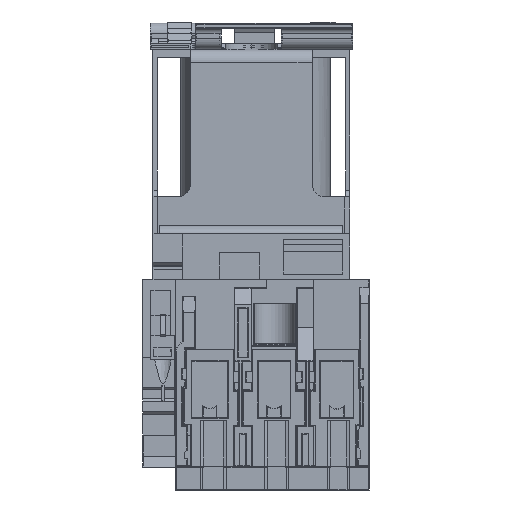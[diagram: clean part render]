
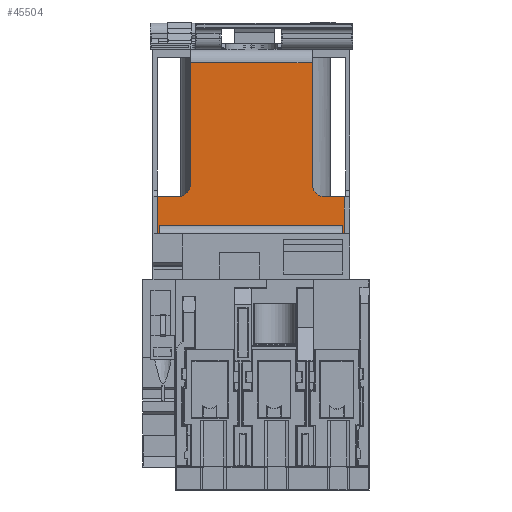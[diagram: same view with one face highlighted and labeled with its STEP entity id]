
A CAD part, front view. The second image highlights one B-rep face of the part: STEP entity #45504.
In plain terms, the highlighted planar face has unit normal (0, -1, 0).
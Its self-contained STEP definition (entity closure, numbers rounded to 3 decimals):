
#781 = DIRECTION ( 'NONE',  ( -1., 0., 0. ) ) ;
#2187 = ORIENTED_EDGE ( 'NONE', *, *, #57267, .T. ) ;
#3122 = VERTEX_POINT ( 'NONE', #66683 ) ;
#4004 = CARTESIAN_POINT ( 'NONE',  ( -71.7, -36.2, 65.65 ) ) ;
#4565 = DIRECTION ( 'NONE',  ( 0., -1., 0. ) ) ;
#5245 = CARTESIAN_POINT ( 'NONE',  ( -16.4, -36.2, 70.65 ) ) ;
#5674 = VERTEX_POINT ( 'NONE', #4004 ) ;
#5769 = VECTOR ( 'NONE', #29183, 1000. ) ;
#6582 = VERTEX_POINT ( 'NONE', #7388 ) ;
#6926 = ORIENTED_EDGE ( 'NONE', *, *, #27644, .T. ) ;
#7090 = VERTEX_POINT ( 'NONE', #25472 ) ;
#7258 = LINE ( 'NONE', #29550, #40647 ) ;
#7388 = CARTESIAN_POINT ( 'NONE',  ( -78.2, -36.2, 48.997 ) ) ;
#8929 = LINE ( 'NONE', #66519, #53649 ) ;
#10375 = EDGE_CURVE ( 'NONE', #57515, #34885, #51345, .T. ) ;
#11193 = DIRECTION ( 'NONE',  ( 0., 0., -1. ) ) ;
#11751 = DIRECTION ( 'NONE',  ( -1., 0., 0. ) ) ;
#13618 = CARTESIAN_POINT ( 'NONE',  ( -78.2, -36.2, 54.85 ) ) ;
#13889 = CARTESIAN_POINT ( 'NONE',  ( -66.7, -36.2, 120.593 ) ) ;
#15576 = DIRECTION ( 'NONE',  ( 0., 0., 1. ) ) ;
#15678 = VERTEX_POINT ( 'NONE', #51579 ) ;
#15951 = CARTESIAN_POINT ( 'NONE',  ( -9.9, -36.2, 36.85 ) ) ;
#15961 = CARTESIAN_POINT ( 'NONE',  ( -78.765, -36.2, 48.997 ) ) ;
#16009 = EDGE_CURVE ( 'NONE', #32251, #27066, #22864, .T. ) ;
#16392 = DIRECTION ( 'NONE',  ( 0., 1., 0. ) ) ;
#17737 = ORIENTED_EDGE ( 'NONE', *, *, #44811, .T. ) ;
#18055 = LINE ( 'NONE', #24354, #68509 ) ;
#19526 = CARTESIAN_POINT ( 'NONE',  ( -21.4, -36.2, 70.65 ) ) ;
#19761 = ORIENTED_EDGE ( 'NONE', *, *, #60528, .T. ) ;
#20514 = ORIENTED_EDGE ( 'NONE', *, *, #16009, .T. ) ;
#20724 = VERTEX_POINT ( 'NONE', #32692 ) ;
#21536 = EDGE_CURVE ( 'NONE', #41957, #30581, #38386, .T. ) ;
#22232 = EDGE_CURVE ( 'NONE', #47948, #28743, #60145, .T. ) ;
#22576 = VECTOR ( 'NONE', #57783, 1000. ) ;
#22864 = LINE ( 'NONE', #62999, #22576 ) ;
#23433 = LINE ( 'NONE', #39471, #28189 ) ;
#23823 = VERTEX_POINT ( 'NONE', #13618 ) ;
#23859 = AXIS2_PLACEMENT_3D ( 'NONE', #38752, #4565, #27223 ) ;
#24354 = CARTESIAN_POINT ( 'NONE',  ( -9.9, -36.2, 54.85 ) ) ;
#24879 = VECTOR ( 'NONE', #63218, 1000. ) ;
#25232 = VECTOR ( 'NONE', #35996, 1000. ) ;
#25367 = ORIENTED_EDGE ( 'NONE', *, *, #55339, .F. ) ;
#25472 = CARTESIAN_POINT ( 'NONE',  ( -66.7, -36.2, 70.65 ) ) ;
#26337 = LINE ( 'NONE', #15961, #31723 ) ;
#26597 = EDGE_CURVE ( 'NONE', #28743, #65820, #72169, .T. ) ;
#27066 = VERTEX_POINT ( 'NONE', #40459 ) ;
#27223 = DIRECTION ( 'NONE',  ( 0., 0., -1. ) ) ;
#27644 = EDGE_CURVE ( 'NONE', #23823, #30581, #18055, .T. ) ;
#28189 = VECTOR ( 'NONE', #73274, 1000. ) ;
#28743 = VERTEX_POINT ( 'NONE', #39236 ) ;
#29183 = DIRECTION ( 'NONE',  ( 0., 0., 1. ) ) ;
#29546 = LINE ( 'NONE', #57465, #5769 ) ;
#29550 = CARTESIAN_POINT ( 'NONE',  ( -78.765, -36.2, 48.997 ) ) ;
#30581 = VERTEX_POINT ( 'NONE', #43907 ) ;
#31187 = CIRCLE ( 'NONE', #70323, 5. ) ;
#31618 = ORIENTED_EDGE ( 'NONE', *, *, #52441, .T. ) ;
#31723 = VECTOR ( 'NONE', #44210, 1000. ) ;
#32251 = VERTEX_POINT ( 'NONE', #19526 ) ;
#32692 = CARTESIAN_POINT ( 'NONE',  ( -78.99, -36.2, 65.65 ) ) ;
#33558 = PLANE ( 'NONE',  #23859 ) ;
#33801 = EDGE_CURVE ( 'NONE', #3122, #7090, #64068, .T. ) ;
#33913 = FACE_OUTER_BOUND ( 'NONE', #52389, .T. ) ;
#34109 = CARTESIAN_POINT ( 'NONE',  ( -78.99, -36.2, 51.85 ) ) ;
#34885 = VERTEX_POINT ( 'NONE', #34109 ) ;
#35690 = CARTESIAN_POINT ( 'NONE',  ( -71.7, -36.2, 65.65 ) ) ;
#35996 = DIRECTION ( 'NONE',  ( 0., 0., 1. ) ) ;
#36243 = DIRECTION ( 'NONE',  ( 1., 0., 0. ) ) ;
#36505 = EDGE_CURVE ( 'NONE', #65820, #32251, #31187, .T. ) ;
#37810 = ORIENTED_EDGE ( 'NONE', *, *, #21536, .F. ) ;
#37842 = AXIS2_PLACEMENT_3D ( 'NONE', #47418, #41475, #64145 ) ;
#38386 = LINE ( 'NONE', #67716, #66680 ) ;
#38752 = CARTESIAN_POINT ( 'NONE',  ( -71.7, -36.2, 70.65 ) ) ;
#39236 = CARTESIAN_POINT ( 'NONE',  ( -9.4, -36.2, 65.65 ) ) ;
#39471 = CARTESIAN_POINT ( 'NONE',  ( -78.99, -36.2, 65.65 ) ) ;
#40242 = CIRCLE ( 'NONE', #37842, 5. ) ;
#40414 = ORIENTED_EDGE ( 'NONE', *, *, #10375, .F. ) ;
#40459 = CARTESIAN_POINT ( 'NONE',  ( -21.4, -36.2, 115.65 ) ) ;
#40647 = VECTOR ( 'NONE', #11751, 1000. ) ;
#41475 = DIRECTION ( 'NONE',  ( 0., 1., 0. ) ) ;
#41957 = VERTEX_POINT ( 'NONE', #67694 ) ;
#42130 = DIRECTION ( 'NONE',  ( 0., 0., -1. ) ) ;
#42235 = CARTESIAN_POINT ( 'NONE',  ( -16.4, -36.2, 65.65 ) ) ;
#42281 = EDGE_CURVE ( 'NONE', #6582, #60752, #7258, .T. ) ;
#43201 = CARTESIAN_POINT ( 'NONE',  ( -9.4, -36.2, 65.65 ) ) ;
#43318 = EDGE_CURVE ( 'NONE', #60752, #57515, #8929, .T. ) ;
#43907 = CARTESIAN_POINT ( 'NONE',  ( -9.9, -36.2, 54.85 ) ) ;
#44210 = DIRECTION ( 'NONE',  ( -1., 0., 0. ) ) ;
#44235 = DIRECTION ( 'NONE',  ( 0., 0., 1. ) ) ;
#44292 = ORIENTED_EDGE ( 'NONE', *, *, #72977, .F. ) ;
#44811 = EDGE_CURVE ( 'NONE', #7090, #5674, #40242, .T. ) ;
#45504 = ADVANCED_FACE ( 'NONE', ( #33913 ), #33558, .T. ) ;
#46299 = ORIENTED_EDGE ( 'NONE', *, *, #56868, .T. ) ;
#46698 = LINE ( 'NONE', #69357, #46984 ) ;
#46984 = VECTOR ( 'NONE', #47801, 1000. ) ;
#47418 = CARTESIAN_POINT ( 'NONE',  ( -71.7, -36.2, 70.65 ) ) ;
#47801 = DIRECTION ( 'NONE',  ( -1., 0., 0. ) ) ;
#47948 = VERTEX_POINT ( 'NONE', #59118 ) ;
#51345 = LINE ( 'NONE', #68414, #24879 ) ;
#51579 = CARTESIAN_POINT ( 'NONE',  ( -9.9, -36.2, 48.997 ) ) ;
#52389 = EDGE_LOOP ( 'NONE', ( #20514, #31618, #57956, #17737, #2187, #19761, #40414, #70377, #53938, #46299, #6926, #37810, #25367, #44292, #59734, #54814, #55772 ) ) ;
#52441 = EDGE_CURVE ( 'NONE', #27066, #3122, #46698, .T. ) ;
#53649 = VECTOR ( 'NONE', #44235, 1000. ) ;
#53938 = ORIENTED_EDGE ( 'NONE', *, *, #42281, .F. ) ;
#54814 = ORIENTED_EDGE ( 'NONE', *, *, #26597, .T. ) ;
#55093 = DIRECTION ( 'NONE',  ( -1., 0., 0. ) ) ;
#55339 = EDGE_CURVE ( 'NONE', #15678, #41957, #66862, .T. ) ;
#55772 = ORIENTED_EDGE ( 'NONE', *, *, #36505, .T. ) ;
#55846 = DIRECTION ( 'NONE',  ( 0., 0., 1. ) ) ;
#56295 = LINE ( 'NONE', #35690, #71239 ) ;
#56662 = VECTOR ( 'NONE', #15576, 1000. ) ;
#56868 = EDGE_CURVE ( 'NONE', #6582, #23823, #29546, .T. ) ;
#57267 = EDGE_CURVE ( 'NONE', #5674, #20724, #56295, .T. ) ;
#57465 = CARTESIAN_POINT ( 'NONE',  ( -78.2, -36.2, 36.85 ) ) ;
#57515 = VERTEX_POINT ( 'NONE', #67234 ) ;
#57783 = DIRECTION ( 'NONE',  ( 0., 0., 1. ) ) ;
#57956 = ORIENTED_EDGE ( 'NONE', *, *, #33801, .T. ) ;
#59118 = CARTESIAN_POINT ( 'NONE',  ( -9.4, -36.2, 48.997 ) ) ;
#59734 = ORIENTED_EDGE ( 'NONE', *, *, #22232, .T. ) ;
#60145 = LINE ( 'NONE', #65327, #25232 ) ;
#60528 = EDGE_CURVE ( 'NONE', #20724, #34885, #23433, .T. ) ;
#60752 = VERTEX_POINT ( 'NONE', #69871 ) ;
#62657 = VECTOR ( 'NONE', #55093, 1000. ) ;
#62999 = CARTESIAN_POINT ( 'NONE',  ( -21.4, -36.2, 70.65 ) ) ;
#63218 = DIRECTION ( 'NONE',  ( -1., 0., 0. ) ) ;
#64068 = LINE ( 'NONE', #13889, #64087 ) ;
#64087 = VECTOR ( 'NONE', #42130, 1000. ) ;
#64145 = DIRECTION ( 'NONE',  ( 0., 0., -1. ) ) ;
#65327 = CARTESIAN_POINT ( 'NONE',  ( -9.4, -36.2, 48.997 ) ) ;
#65820 = VERTEX_POINT ( 'NONE', #42235 ) ;
#66519 = CARTESIAN_POINT ( 'NONE',  ( -78.7, -36.2, 36.85 ) ) ;
#66680 = VECTOR ( 'NONE', #55846, 1000. ) ;
#66683 = CARTESIAN_POINT ( 'NONE',  ( -66.7, -36.2, 115.65 ) ) ;
#66862 = LINE ( 'NONE', #15951, #56662 ) ;
#67234 = CARTESIAN_POINT ( 'NONE',  ( -78.7, -36.2, 51.85 ) ) ;
#67694 = CARTESIAN_POINT ( 'NONE',  ( -9.9, -36.2, 49.85 ) ) ;
#67716 = CARTESIAN_POINT ( 'NONE',  ( -9.9, -36.2, 36.85 ) ) ;
#68414 = CARTESIAN_POINT ( 'NONE',  ( -78.765, -36.2, 51.85 ) ) ;
#68509 = VECTOR ( 'NONE', #36243, 1000. ) ;
#69357 = CARTESIAN_POINT ( 'NONE',  ( -71.7, -36.2, 115.65 ) ) ;
#69871 = CARTESIAN_POINT ( 'NONE',  ( -78.7, -36.2, 48.997 ) ) ;
#70323 = AXIS2_PLACEMENT_3D ( 'NONE', #5245, #16392, #11193 ) ;
#70377 = ORIENTED_EDGE ( 'NONE', *, *, #43318, .F. ) ;
#71239 = VECTOR ( 'NONE', #781, 1000. ) ;
#72169 = LINE ( 'NONE', #43201, #62657 ) ;
#72977 = EDGE_CURVE ( 'NONE', #47948, #15678, #26337, .T. ) ;
#73274 = DIRECTION ( 'NONE',  ( 0., 0., -1. ) ) ;
